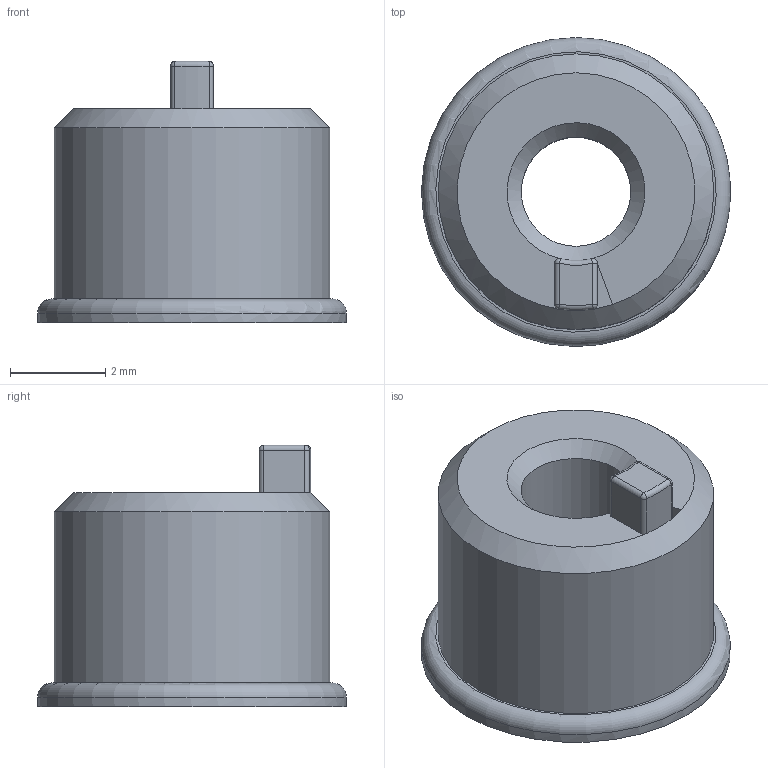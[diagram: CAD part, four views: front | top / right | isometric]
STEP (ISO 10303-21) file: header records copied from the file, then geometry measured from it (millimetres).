
FILE_DESCRIPTION(/* description */ (''),/* implementation_level */ '2;1');
FILE_NAME(/* name */ 'PRT0002_ipt_a66620f5.STEP',/* time_stamp */ '2022-04-22T19:00:10-05:00',/* author */ ('Alcatraz'),/* organization */ (''),/* preprocessor_version */ 'ST-DEVELOPER v18.1',/* originating_system */ 'Autodesk Inventor 2021',/* authorisation */ '');
FILE_SCHEMA (('AUTOMOTIVE_DESIGN { 1 0 10303 214 3 1 1 }'));
Length unit declared in the file: millimetre
Products named in the file (1): PRT0002
Bounding box: 6.5 x 6.5 x 5.5 mm (x, y, z)
Volume: 102.4 mm3; surface area: 169 mm2
Topology: 1 solids, 1 shells, 26 faces, 62 edges, 34 vertices
Faces by surface type: cylinder 11, plane 6, sphere 4, torus 3, cone 2
Full cylindrical faces by diameter (mm): 2.3 x1, 5.8 x1, 6.5 x1
Entity records: 774 total; most frequent: DIRECTION 151, CARTESIAN_POINT 119, ORIENTED_EDGE 116, AXIS2_PLACEMENT_3D 66, EDGE_CURVE 58, CIRCLE 39, VERTEX_POINT 34, EDGE_LOOP 28
